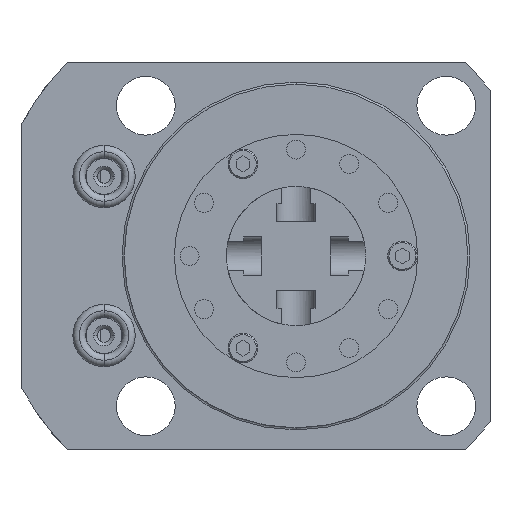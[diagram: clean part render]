
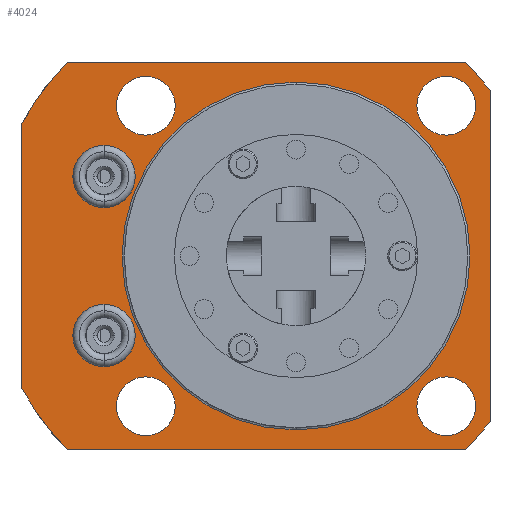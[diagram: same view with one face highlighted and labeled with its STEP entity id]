
A CAD part, front view. The second image highlights one B-rep face of the part: STEP entity #4024.
In plain terms, the highlighted planar face has unit normal (0, -1, 0).
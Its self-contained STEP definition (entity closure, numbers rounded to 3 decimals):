
#759=CARTESIAN_POINT('',(0.,79.502,0.));
#760=DIRECTION('',(0.,-1.,0.));
#761=DIRECTION('',(0.,0.,1.));
#762=AXIS2_PLACEMENT_3D('',#759,#760,#761);
#774=CARTESIAN_POINT('',(-5.41,79.502,0.));
#775=DIRECTION('',(0.,-1.,0.));
#776=DIRECTION('',(-0.879,0.,-0.477));
#777=AXIS2_PLACEMENT_3D('',#774,#775,#776);
#779=CARTESIAN_POINT('',(-5.41,79.502,0.));
#780=DIRECTION('',(0.,-1.,0.));
#781=DIRECTION('',(-0.717,0.,0.698));
#782=AXIS2_PLACEMENT_3D('',#779,#780,#781);
#784=CARTESIAN_POINT('',(-5.41,79.502,0.));
#785=DIRECTION('',(0.,-1.,0.));
#786=DIRECTION('',(0.804,0.,0.595));
#787=AXIS2_PLACEMENT_3D('',#784,#785,#786);
#789=CARTESIAN_POINT('',(-5.41,79.502,0.));
#790=DIRECTION('',(0.,-1.,0.));
#791=DIRECTION('',(0.717,0.,-0.698));
#792=AXIS2_PLACEMENT_3D('',#789,#790,#791);
#794=CARTESIAN_POINT('',(27.432,79.502,-27.432));
#795=DIRECTION('',(0.,-1.,0.));
#796=DIRECTION('',(1.,0.,0.));
#797=AXIS2_PLACEMENT_3D('',#794,#795,#796);
#799=CARTESIAN_POINT('',(27.432,79.502,-27.432));
#800=DIRECTION('',(0.,-1.,0.));
#801=DIRECTION('',(-1.,0.,0.));
#802=AXIS2_PLACEMENT_3D('',#799,#800,#801);
#804=CARTESIAN_POINT('',(27.432,79.502,27.432));
#805=DIRECTION('',(0.,-1.,0.));
#806=DIRECTION('',(1.,0.,0.));
#807=AXIS2_PLACEMENT_3D('',#804,#805,#806);
#809=CARTESIAN_POINT('',(27.432,79.502,27.432));
#810=DIRECTION('',(0.,-1.,0.));
#811=DIRECTION('',(-1.,0.,0.));
#812=AXIS2_PLACEMENT_3D('',#809,#810,#811);
#814=CARTESIAN_POINT('',(-27.432,79.502,-27.432));
#815=DIRECTION('',(0.,-1.,0.));
#816=DIRECTION('',(1.,0.,0.));
#817=AXIS2_PLACEMENT_3D('',#814,#815,#816);
#819=CARTESIAN_POINT('',(-27.432,79.502,-27.432));
#820=DIRECTION('',(0.,-1.,0.));
#821=DIRECTION('',(-1.,0.,0.));
#822=AXIS2_PLACEMENT_3D('',#819,#820,#821);
#824=CARTESIAN_POINT('',(-27.432,79.502,27.432));
#825=DIRECTION('',(0.,-1.,0.));
#826=DIRECTION('',(1.,0.,0.));
#827=AXIS2_PLACEMENT_3D('',#824,#825,#826);
#829=CARTESIAN_POINT('',(-27.432,79.502,27.432));
#830=DIRECTION('',(0.,-1.,0.));
#831=DIRECTION('',(-1.,0.,0.));
#832=AXIS2_PLACEMENT_3D('',#829,#830,#831);
#834=CARTESIAN_POINT('',(-35.077,79.502,-14.529));
#835=DIRECTION('',(0.,1.,0.));
#836=DIRECTION('',(-1.,0.,0.));
#837=AXIS2_PLACEMENT_3D('',#834,#835,#836);
#839=CARTESIAN_POINT('',(-35.077,79.502,-14.529));
#840=DIRECTION('',(0.,1.,0.));
#841=DIRECTION('',(1.,0.,0.));
#842=AXIS2_PLACEMENT_3D('',#839,#840,#841);
#844=CARTESIAN_POINT('',(-35.077,79.502,14.529));
#845=DIRECTION('',(0.,1.,0.));
#846=DIRECTION('',(-1.,0.,0.));
#847=AXIS2_PLACEMENT_3D('',#844,#845,#846);
#849=CARTESIAN_POINT('',(-35.077,79.502,14.529));
#850=DIRECTION('',(0.,1.,0.));
#851=DIRECTION('',(1.,0.,0.));
#852=AXIS2_PLACEMENT_3D('',#849,#850,#851);
#878=DIRECTION('',(-1.,0.,0.));
#879=VECTOR('',#878,72.805);
#880=CARTESIAN_POINT('',(30.993,79.502,-35.433));
#881=LINE('',#880,#879);
#937=DIRECTION('',(0.,0.,1.));
#938=VECTOR('',#937,48.446);
#939=CARTESIAN_POINT('',(-50.063,79.502,-24.223));
#940=LINE('',#939,#938);
#1147=DIRECTION('',(0.,0.,-1.));
#1148=VECTOR('',#1147,60.415);
#1149=CARTESIAN_POINT('',(35.433,79.502,30.207));
#1150=LINE('',#1149,#1148);
#1258=DIRECTION('',(1.,0.,0.));
#1259=VECTOR('',#1258,72.805);
#1260=CARTESIAN_POINT('',(-41.813,79.502,35.433));
#1261=LINE('',#1260,#1259);
#2088=CARTESIAN_POINT('',(0.,79.502,0.));
#2089=DIRECTION('',(0.,-1.,0.));
#2090=DIRECTION('',(0.,0.,-1.));
#2091=AXIS2_PLACEMENT_3D('',#2088,#2089,#2090);
#2605=CARTESIAN_POINT('',(30.993,79.502,-35.433));
#2606=CARTESIAN_POINT('',(-41.813,79.502,-35.433));
#2607=VERTEX_POINT('',#2605);
#2608=VERTEX_POINT('',#2606);
#2609=CARTESIAN_POINT('',(-50.063,79.502,-24.223));
#2610=CARTESIAN_POINT('',(-50.063,79.502,24.223));
#2611=VERTEX_POINT('',#2609);
#2612=VERTEX_POINT('',#2610);
#2613=CARTESIAN_POINT('',(-41.813,79.502,35.433));
#2614=CARTESIAN_POINT('',(30.993,79.502,35.433));
#2615=VERTEX_POINT('',#2613);
#2616=VERTEX_POINT('',#2614);
#2617=CARTESIAN_POINT('',(35.433,79.502,30.207));
#2618=CARTESIAN_POINT('',(35.433,79.502,-30.207));
#2619=VERTEX_POINT('',#2617);
#2620=VERTEX_POINT('',#2618);
#2621=CARTESIAN_POINT('',(32.792,79.502,-27.432));
#2622=CARTESIAN_POINT('',(22.073,79.502,-27.432));
#2623=VERTEX_POINT('',#2621);
#2624=VERTEX_POINT('',#2622);
#2629=CARTESIAN_POINT('',(-40.779,79.502,-14.529));
#2630=CARTESIAN_POINT('',(-29.375,79.502,-14.529));
#2631=VERTEX_POINT('',#2629);
#2632=VERTEX_POINT('',#2630);
#2651=CARTESIAN_POINT('',(0.,79.502,-31.775));
#2652=CARTESIAN_POINT('',(0.,79.502,31.775));
#2653=VERTEX_POINT('',#2651);
#2654=VERTEX_POINT('',#2652);
#2701=CARTESIAN_POINT('',(32.792,79.502,27.432));
#2702=CARTESIAN_POINT('',(22.073,79.502,27.432));
#2703=VERTEX_POINT('',#2701);
#2704=VERTEX_POINT('',#2702);
#2705=CARTESIAN_POINT('',(-22.073,79.502,-27.432));
#2706=CARTESIAN_POINT('',(-32.792,79.502,-27.432));
#2707=VERTEX_POINT('',#2705);
#2708=VERTEX_POINT('',#2706);
#2709=CARTESIAN_POINT('',(-22.073,79.502,27.432));
#2710=CARTESIAN_POINT('',(-32.792,79.502,27.432));
#2711=VERTEX_POINT('',#2709);
#2712=VERTEX_POINT('',#2710);
#2784=CARTESIAN_POINT('',(-40.779,79.502,14.529));
#2785=CARTESIAN_POINT('',(-29.375,79.502,14.529));
#2786=VERTEX_POINT('',#2784);
#2787=VERTEX_POINT('',#2785);
#3960=CARTESIAN_POINT('',(0.,79.502,0.));
#3961=DIRECTION('',(0.,-1.,0.));
#3962=DIRECTION('',(0.,0.,1.));
#3963=AXIS2_PLACEMENT_3D('',#3960,#3961,#3962);
#3964=PLANE('',#3963);
#3966=ORIENTED_EDGE('',*,*,#3965,.T.);
#3968=ORIENTED_EDGE('',*,*,#3967,.F.);
#3970=ORIENTED_EDGE('',*,*,#3969,.T.);
#3972=ORIENTED_EDGE('',*,*,#3971,.F.);
#3974=ORIENTED_EDGE('',*,*,#3973,.T.);
#3976=ORIENTED_EDGE('',*,*,#3975,.F.);
#3978=ORIENTED_EDGE('',*,*,#3977,.T.);
#3980=ORIENTED_EDGE('',*,*,#3979,.F.);
#3981=EDGE_LOOP('',(#3966,#3968,#3970,#3972,#3974,#3976,#3978,#3980));
#3982=FACE_OUTER_BOUND('',#3981,.F.);
#3984=ORIENTED_EDGE('',*,*,#3983,.T.);
#3985=ORIENTED_EDGE('',*,*,#3950,.T.);
#3986=EDGE_LOOP('',(#3984,#3985));
#3987=FACE_BOUND('',#3986,.F.);
#3989=ORIENTED_EDGE('',*,*,#3988,.T.);
#3991=ORIENTED_EDGE('',*,*,#3990,.T.);
#3992=EDGE_LOOP('',(#3989,#3991));
#3993=FACE_BOUND('',#3992,.F.);
#3995=ORIENTED_EDGE('',*,*,#3994,.T.);
#3997=ORIENTED_EDGE('',*,*,#3996,.T.);
#3998=EDGE_LOOP('',(#3995,#3997));
#3999=FACE_BOUND('',#3998,.F.);
#4001=ORIENTED_EDGE('',*,*,#4000,.T.);
#4003=ORIENTED_EDGE('',*,*,#4002,.T.);
#4004=EDGE_LOOP('',(#4001,#4003));
#4005=FACE_BOUND('',#4004,.F.);
#4007=ORIENTED_EDGE('',*,*,#4006,.T.);
#4009=ORIENTED_EDGE('',*,*,#4008,.T.);
#4010=EDGE_LOOP('',(#4007,#4009));
#4011=FACE_BOUND('',#4010,.F.);
#4013=ORIENTED_EDGE('',*,*,#4012,.F.);
#4015=ORIENTED_EDGE('',*,*,#4014,.F.);
#4016=EDGE_LOOP('',(#4013,#4015));
#4017=FACE_BOUND('',#4016,.F.);
#4019=ORIENTED_EDGE('',*,*,#4018,.F.);
#4021=ORIENTED_EDGE('',*,*,#4020,.F.);
#4022=EDGE_LOOP('',(#4019,#4021));
#4023=FACE_BOUND('',#4022,.F.);
#763=CIRCLE('',#762,31.775);
#778=CIRCLE('',#777,50.8);
#783=CIRCLE('',#782,50.8);
#788=CIRCLE('',#787,50.8);
#793=CIRCLE('',#792,50.8);
#798=CIRCLE('',#797,5.36);
#803=CIRCLE('',#802,5.36);
#808=CIRCLE('',#807,5.36);
#813=CIRCLE('',#812,5.36);
#818=CIRCLE('',#817,5.36);
#823=CIRCLE('',#822,5.36);
#828=CIRCLE('',#827,5.36);
#833=CIRCLE('',#832,5.36);
#838=CIRCLE('',#837,5.702);
#843=CIRCLE('',#842,5.702);
#848=CIRCLE('',#847,5.702);
#853=CIRCLE('',#852,5.702);
#2092=CIRCLE('',#2091,31.775);
#3950=EDGE_CURVE('',#2654,#2653,#763,.T.);
#3965=EDGE_CURVE('',#2607,#2608,#881,.T.);
#3967=EDGE_CURVE('',#2611,#2608,#778,.T.);
#3969=EDGE_CURVE('',#2611,#2612,#940,.T.);
#3971=EDGE_CURVE('',#2615,#2612,#783,.T.);
#3973=EDGE_CURVE('',#2615,#2616,#1261,.T.);
#3975=EDGE_CURVE('',#2619,#2616,#788,.T.);
#3977=EDGE_CURVE('',#2619,#2620,#1150,.T.);
#3979=EDGE_CURVE('',#2607,#2620,#793,.T.);
#3983=EDGE_CURVE('',#2653,#2654,#2092,.T.);
#3988=EDGE_CURVE('',#2623,#2624,#798,.T.);
#3990=EDGE_CURVE('',#2624,#2623,#803,.T.);
#3994=EDGE_CURVE('',#2703,#2704,#808,.T.);
#3996=EDGE_CURVE('',#2704,#2703,#813,.T.);
#4000=EDGE_CURVE('',#2707,#2708,#818,.T.);
#4002=EDGE_CURVE('',#2708,#2707,#823,.T.);
#4006=EDGE_CURVE('',#2711,#2712,#828,.T.);
#4008=EDGE_CURVE('',#2712,#2711,#833,.T.);
#4012=EDGE_CURVE('',#2631,#2632,#838,.T.);
#4014=EDGE_CURVE('',#2632,#2631,#843,.T.);
#4018=EDGE_CURVE('',#2786,#2787,#848,.T.);
#4020=EDGE_CURVE('',#2787,#2786,#853,.T.);
#4024=ADVANCED_FACE('',(#3982,#3987,#3993,#3999,#4005,#4011,#4017,#4023),#3964,
.T.);
